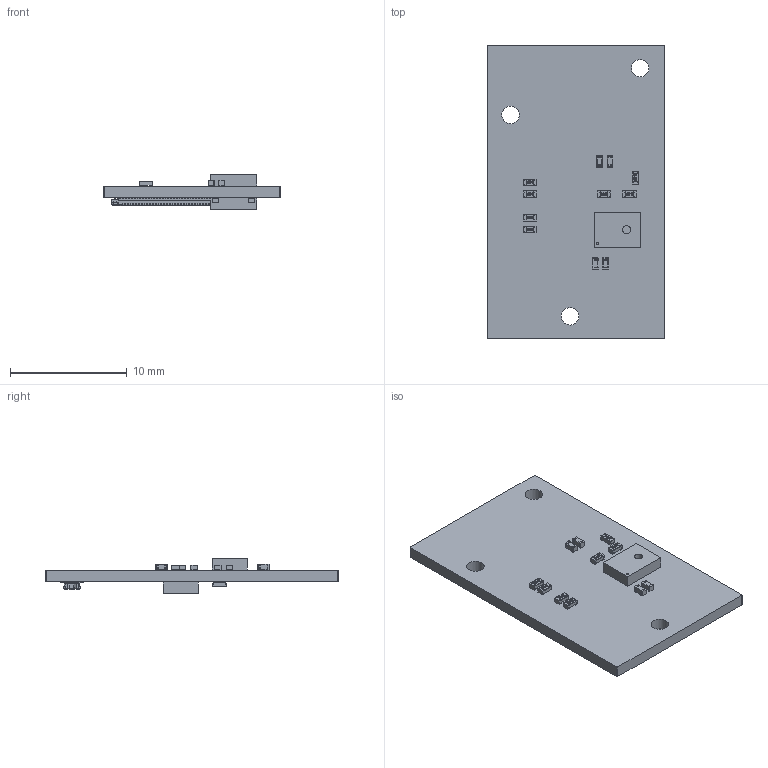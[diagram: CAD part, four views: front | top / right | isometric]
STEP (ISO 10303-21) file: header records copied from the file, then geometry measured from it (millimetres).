
FILE_DESCRIPTION(('Open CASCADE Model'),'2;1');
FILE_NAME('Open CASCADE Shape Model','2021-03-18T20:15:24',('Author'),( 'Open CASCADE'),'Open CASCADE STEP processor 6.8','Open CASCADE 6.8' ,'Unknown');
FILE_SCHEMA(('AUTOMOTIVE_DESIGN { 1 0 10303 214 1 1 1 1 }'));
Length unit declared in the file: millimetre
Products named in the file (23): PCB; Board; Open CASCADE STEP translator 6.8 3.1.1; C4; C0402; C3; C2; C1; R1; RES_1005-0402; R2; R4; R3; R5; R7; R8; R9; R6; J1; axe640124; U1; User_Library-hclga_4l; U2
Assembly tree (34 placements, depth 3):
  PCB
    Board
      Open CASCADE STEP translator 6.8 3.1.1
    C4
      C0402
    C3
      C0402
    C2
      C0402
    C1
      C0402
    R1
      RES_1005-0402
    R2
      RES_1005-0402
    R4
      RES_1005-0402
    R3
      RES_1005-0402
    R5
      RES_1005-0402
    R7
      RES_1005-0402
    R8
      RES_1005-0402
    R9
      RES_1005-0402
    R6
      RES_1005-0402
    J1
      axe640124
    U1
      User_Library-hclga_4l
    U2
      User_Library-hclga_4l
Bounding box: 15.15 x 25.15 x 3.02 mm (x, y, z)
Volume: 412.6 mm3; surface area: 1035 mm2
Topology: 44 solids, 44 shells, 1905 faces, 4866 edges, 3100 vertices
Faces by surface type: plane 1318, bspline 284, cylinder 223, sphere 72, cone 4, torus 4
Full cylindrical faces by diameter (mm): 1.5 x3
Entity records: 31353 total; most frequent: CARTESIAN_POINT 7650, ORIENTED_EDGE 4902, DIRECTION 4479, EDGE_CURVE 2451, LINE 1985, VECTOR 1985, VERTEX_POINT 1580, AXIS2_PLACEMENT_3D 1247
